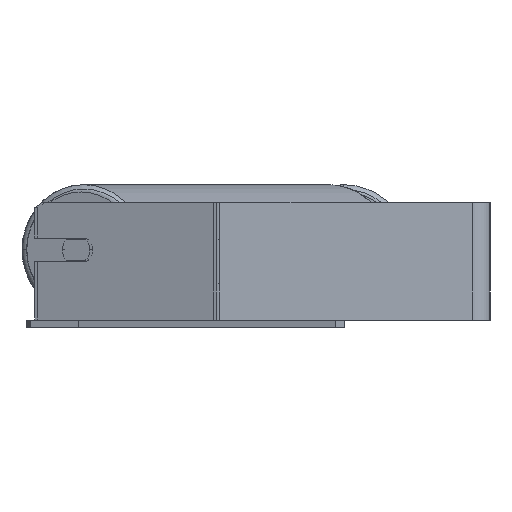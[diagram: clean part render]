
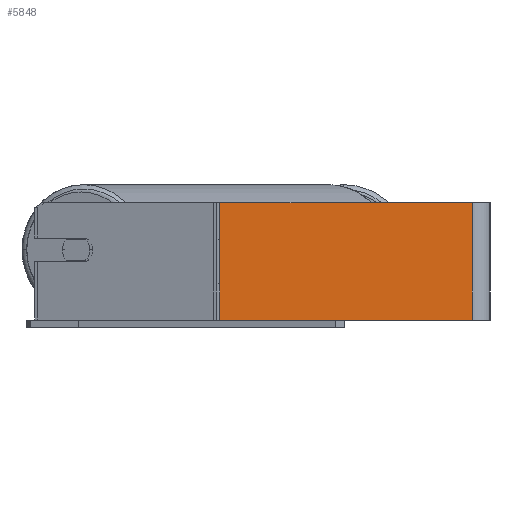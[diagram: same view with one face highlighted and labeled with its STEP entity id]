
A CAD part, left-side view. The second image highlights one B-rep face of the part: STEP entity #5848.
In plain terms, the highlighted planar face has unit normal (-1, 0, 0).
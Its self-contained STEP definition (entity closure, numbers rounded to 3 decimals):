
#61 = EDGE_CURVE ( 'NONE', #1251, #984, #656, .T. ) ;
#131 = FACE_OUTER_BOUND ( 'NONE', #3583, .T. ) ;
#286 = LINE ( 'NONE', #8210, #8380 ) ;
#374 = VECTOR ( 'NONE', #6597, 1000. ) ;
#523 = DIRECTION ( 'NONE',  ( 0., -1., 0. ) ) ;
#656 = LINE ( 'NONE', #6350, #2092 ) ;
#984 = VERTEX_POINT ( 'NONE', #8855 ) ;
#1091 = DIRECTION ( 'NONE',  ( 0., 0., -1. ) ) ;
#1251 = VERTEX_POINT ( 'NONE', #4177 ) ;
#1640 = DIRECTION ( 'NONE',  ( 0., 0., -1. ) ) ;
#2092 = VECTOR ( 'NONE', #523, 1000. ) ;
#2303 = CARTESIAN_POINT ( 'NONE',  ( -800., 186.768, 40. ) ) ;
#2428 = VERTEX_POINT ( 'NONE', #2829 ) ;
#2829 = CARTESIAN_POINT ( 'NONE',  ( -800., 184.652, -40. ) ) ;
#3383 = ORIENTED_EDGE ( 'NONE', *, *, #6815, .T. ) ;
#3583 = EDGE_LOOP ( 'NONE', ( #3383, #8420, #4730, #6710 ) ) ;
#3835 = AXIS2_PLACEMENT_3D ( 'NONE', #2303, #5223, #1640 ) ;
#4177 = CARTESIAN_POINT ( 'NONE',  ( -800., 184.652, 40. ) ) ;
#4338 = LINE ( 'NONE', #6644, #5186 ) ;
#4399 = EDGE_CURVE ( 'NONE', #984, #6290, #4338, .T. ) ;
#4464 = DIRECTION ( 'NONE',  ( 0., 0., -1. ) ) ;
#4730 = ORIENTED_EDGE ( 'NONE', *, *, #61, .F. ) ;
#5186 = VECTOR ( 'NONE', #4464, 1000. ) ;
#5223 = DIRECTION ( 'NONE',  ( 1., 0., 0. ) ) ;
#5516 = EDGE_CURVE ( 'NONE', #1251, #2428, #286, .T. ) ;
#5848 = ADVANCED_FACE ( 'NONE', ( #131 ), #5932, .F. ) ;
#5932 = PLANE ( 'NONE',  #3835 ) ;
#6290 = VERTEX_POINT ( 'NONE', #6769 ) ;
#6350 = CARTESIAN_POINT ( 'NONE',  ( -800., 186.768, 40. ) ) ;
#6597 = DIRECTION ( 'NONE',  ( 0., -1., 0. ) ) ;
#6644 = CARTESIAN_POINT ( 'NONE',  ( -800., 12., 40. ) ) ;
#6710 = ORIENTED_EDGE ( 'NONE', *, *, #5516, .T. ) ;
#6769 = CARTESIAN_POINT ( 'NONE',  ( -800., 12., -40. ) ) ;
#6815 = EDGE_CURVE ( 'NONE', #2428, #6290, #7437, .T. ) ;
#7302 = CARTESIAN_POINT ( 'NONE',  ( -800., 186.768, -40. ) ) ;
#7437 = LINE ( 'NONE', #7302, #374 ) ;
#8210 = CARTESIAN_POINT ( 'NONE',  ( -800., 184.652, 40. ) ) ;
#8380 = VECTOR ( 'NONE', #1091, 1000. ) ;
#8420 = ORIENTED_EDGE ( 'NONE', *, *, #4399, .F. ) ;
#8855 = CARTESIAN_POINT ( 'NONE',  ( -800., 12., 40. ) ) ;
